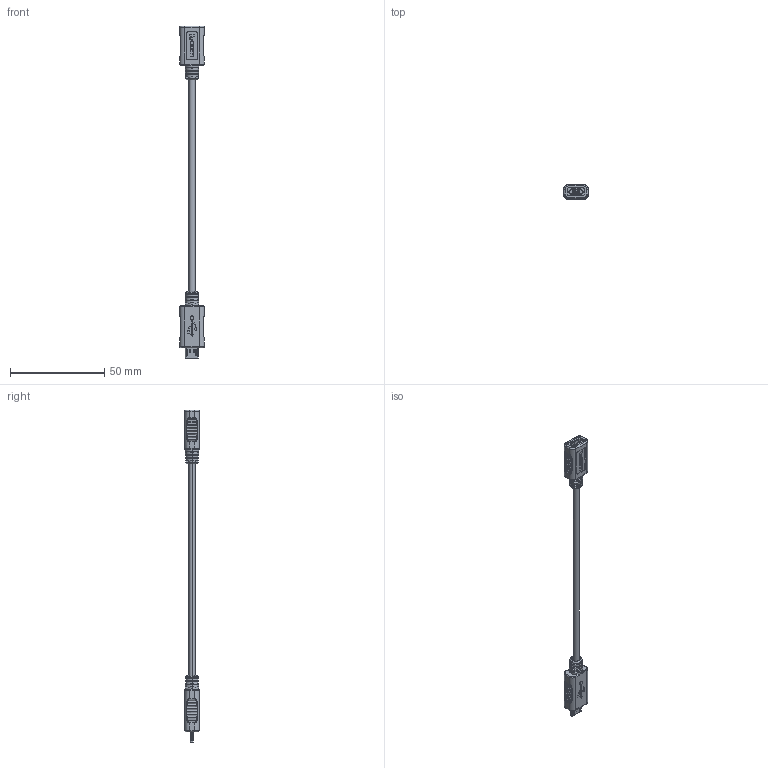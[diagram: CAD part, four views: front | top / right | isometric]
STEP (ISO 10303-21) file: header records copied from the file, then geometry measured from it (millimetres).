
FILE_DESCRIPTION (( 'STEP AP214' ), '1' );
FILE_NAME ('CSMUMICBX.STEP', '2014-03-14T14:35:57', ( 'L-Com' ), ( 'L-Com Global Connectivity' ), 'SwSTEP 2.0', 'SolidWorks 2012', '' );
FILE_SCHEMA (( 'AUTOMOTIVE_DESIGN' ));
Length unit declared in the file: inch
Products named in the file (16): MTN-850_over mold; MTN-849; 3AB06-069___; 3AB06-069-MA3; 3AB06-069-MA1___; 3AB06-069-MA2___; MTN-850_with new logo; 3AB06-051_NEW LOGO; 1AA05-036_CRIMP; 1AA05-036-BACK SHELL_CRIMP; lock for micro USB B___; 1AA05-036-FRONT SHELL___; housing composing___; MTN-458_with new logo; CSMUAMB5-MA1; CSMUMICBX
Assembly tree (15 placements, depth 4):
  CSMUMICBX
    CSMUAMB5-MA1
    3AB06-051_NEW LOGO
      MTN-458_with new logo
      1AA05-036_CRIMP
        housing composing___
        1AA05-036-FRONT SHELL___
        lock for micro USB B___
        1AA05-036-BACK SHELL_CRIMP
    MTN-850_over mold
      MTN-850_with new logo
      3AB06-069___
        3AB06-069-MA2___
        3AB06-069-MA1___
        3AB06-069-MA3
      MTN-849
Bounding box: 13 x 7.87 x 176.56 mm (x, y, z)
Volume: 5916.2 mm3; surface area: 7193.3 mm2
Topology: 20 solids, 20 shells, 1734 faces, 4764 edges, 3094 vertices
Faces by surface type: plane 1028, cylinder 498, bspline 128, torus 74, cone 6
Entity records: 63886 total; most frequent: CARTESIAN_POINT 14764, ORIENTED_EDGE 9526, DIRECTION 8534, EDGE_CURVE 4763, LINE 3210, VECTOR 3210, VERTEX_POINT 3093, AXIS2_PLACEMENT_3D 2662
